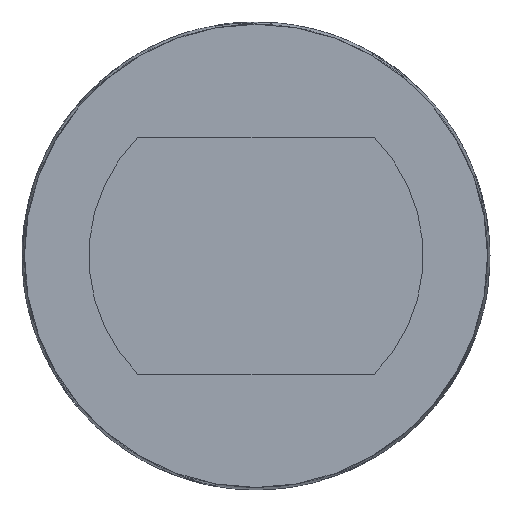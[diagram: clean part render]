
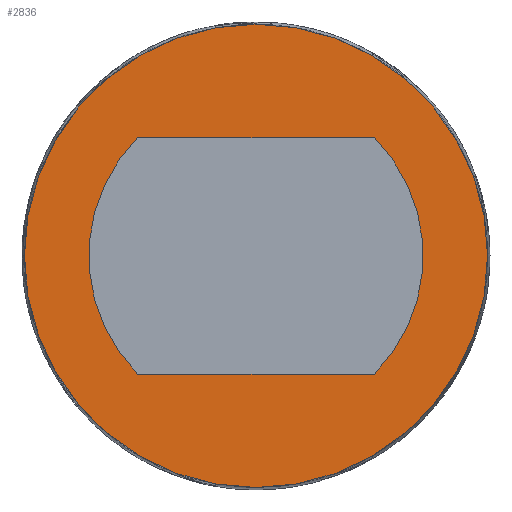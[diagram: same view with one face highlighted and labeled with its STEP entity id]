
A CAD part, front view. The second image highlights one B-rep face of the part: STEP entity #2836.
In plain terms, the highlighted planar face has unit normal (0, -1, 0).
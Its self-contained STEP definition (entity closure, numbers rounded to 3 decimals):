
#15=FACE_BOUND('',#476,.T.);
#58=PLANE('',#3072);
#89=LINE('',#9050,#125);
#92=LINE('',#9056,#128);
#125=VECTOR('',#3519,10.);
#128=VECTOR('',#3524,10.);
#313=FACE_OUTER_BOUND('',#475,.T.);
#475=EDGE_LOOP('',(#2571));
#476=EDGE_LOOP('',(#2572,#2573,#2574,#2575));
#603=CIRCLE('',#3027,6.925);
#615=CIRCLE('',#3050,4.999);
#627=CIRCLE('',#3070,4.999);
#1167=VERTEX_POINT('',#8471);
#1175=VERTEX_POINT('',#8515);
#1176=VERTEX_POINT('',#8517);
#1195=VERTEX_POINT('',#9049);
#1197=VERTEX_POINT('',#9055);
#1600=EDGE_CURVE('',#1167,#1167,#603,.T.);
#1616=EDGE_CURVE('',#1176,#1175,#615,.T.);
#1650=EDGE_CURVE('',#1175,#1195,#89,.T.);
#1653=EDGE_CURVE('',#1197,#1176,#92,.T.);
#1657=EDGE_CURVE('',#1195,#1197,#627,.T.);
#2571=ORIENTED_EDGE('',*,*,#1600,.F.);
#2572=ORIENTED_EDGE('',*,*,#1650,.T.);
#2573=ORIENTED_EDGE('',*,*,#1657,.T.);
#2574=ORIENTED_EDGE('',*,*,#1653,.T.);
#2575=ORIENTED_EDGE('',*,*,#1616,.T.);
#2836=ADVANCED_FACE('',(#313,#15),#58,.F.);
#3027=AXIS2_PLACEMENT_3D('',#8473,#3435,#3436);
#3050=AXIS2_PLACEMENT_3D('',#8518,#3483,#3484);
#3070=AXIS2_PLACEMENT_3D('',#9062,#3531,#3532);
#3072=AXIS2_PLACEMENT_3D('',#9064,#3535,#3536);
#3435=DIRECTION('center_axis',(0.,1.,0.));
#3436=DIRECTION('ref_axis',(-1.,0.,0.));
#3483=DIRECTION('center_axis',(0.,1.,0.));
#3484=DIRECTION('ref_axis',(1.,0.,0.));
#3519=DIRECTION('',(1.,0.,0.));
#3524=DIRECTION('',(-1.,0.,0.));
#3531=DIRECTION('center_axis',(0.,1.,0.));
#3532=DIRECTION('ref_axis',(1.,0.,0.));
#3535=DIRECTION('center_axis',(0.,1.,0.));
#3536=DIRECTION('ref_axis',(0.,0.,1.));
#8471=CARTESIAN_POINT('',(6.925,0.,0.));
#8473=CARTESIAN_POINT('Origin',(0.,0.,0.));
#8515=CARTESIAN_POINT('',(-3.535,0.,3.535));
#8517=CARTESIAN_POINT('',(-3.535,0.,-3.535));
#8518=CARTESIAN_POINT('Origin',(0.,0.,0.));
#9049=CARTESIAN_POINT('',(3.535,0.,3.535));
#9050=CARTESIAN_POINT('',(-1.768,0.,3.535));
#9055=CARTESIAN_POINT('',(3.535,0.,-3.535));
#9056=CARTESIAN_POINT('',(1.768,0.,-3.535));
#9062=CARTESIAN_POINT('Origin',(0.,0.,0.));
#9064=CARTESIAN_POINT('Origin',(0.,0.,0.));
